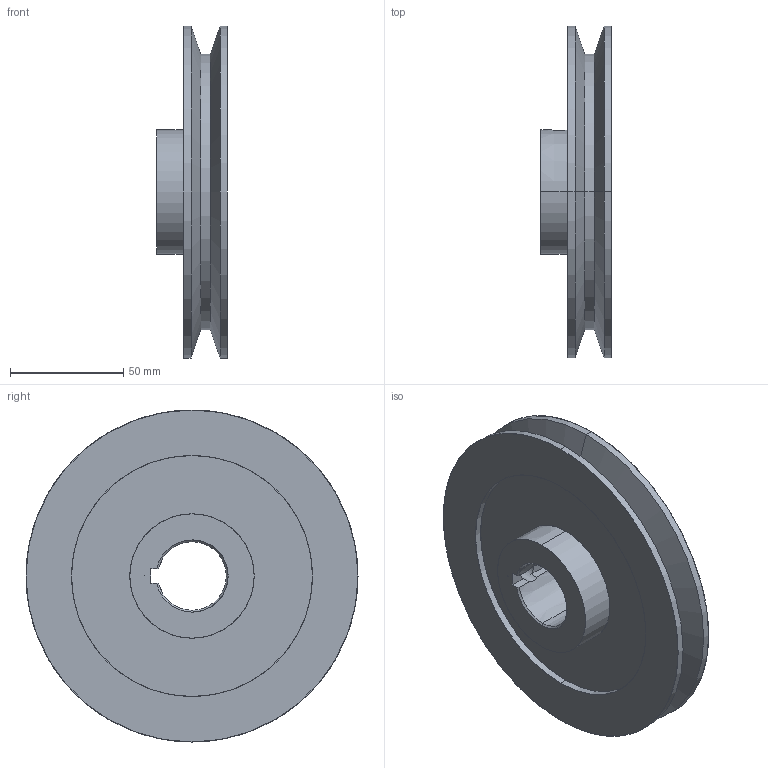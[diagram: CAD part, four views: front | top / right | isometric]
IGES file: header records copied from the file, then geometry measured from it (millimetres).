
Start section: SolidWorks IGES file using analytic representation for surfaces
Global section: file name: AKAK59X072679337003.igs; native system: SolidWorks 2017; preprocessor: SolidWorks 2017; author: partstream; date: 170726.070943; units: inch
Bounding box: 30.99 x 146.3 x 146.3 mm (x, y, z)
Surface area: 55751.1 mm2 (no closed solid volume)
Topology: 0 solids, 0 shells, 79 faces, 1209 edges, 1209 vertices
Faces by surface type: bspline 50, revolution 29
